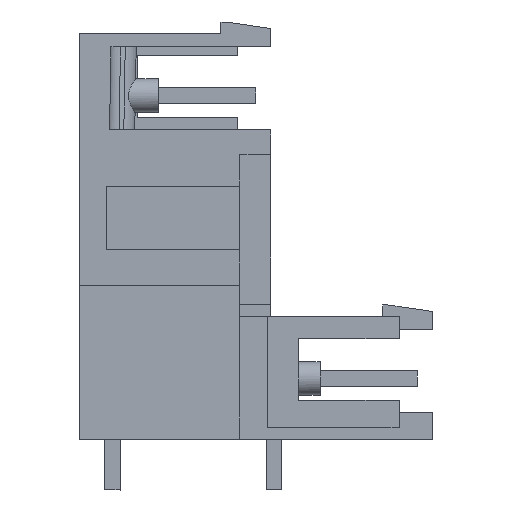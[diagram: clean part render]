
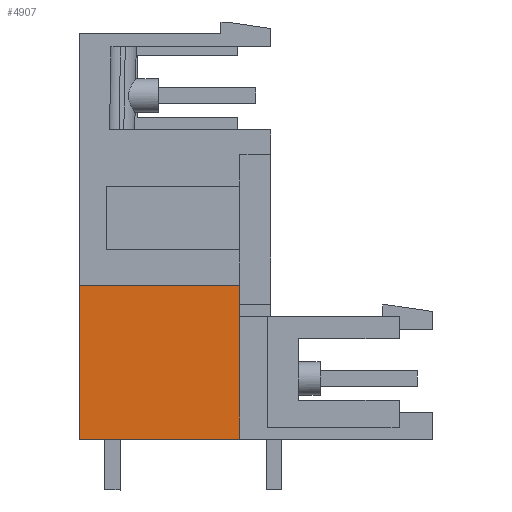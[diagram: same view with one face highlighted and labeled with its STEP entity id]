
A CAD part, left-side view. The second image highlights one B-rep face of the part: STEP entity #4907.
In plain terms, the highlighted planar face has unit normal (-1, 0, 0).
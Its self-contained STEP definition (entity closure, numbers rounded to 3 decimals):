
#4887=AXIS2_PLACEMENT_3D('Plane Axis2P3D',#4884,#4885,#4886) ;
#2180=CARTESIAN_POINT('Vertex',(1.54,12.1,3.2)) ;
#2183=CARTESIAN_POINT('Line Origine',(1.54,17.13,3.2)) ;
#2187=CARTESIAN_POINT('Vertex',(1.54,22.16,3.2)) ;
#4863=CARTESIAN_POINT('Line Origine',(1.54,22.16,8.025)) ;
#4867=CARTESIAN_POINT('Vertex',(1.54,22.16,12.85)) ;
#4884=CARTESIAN_POINT('Axis2P3D Location',(1.54,12.1,3.2)) ;
#4889=CARTESIAN_POINT('Line Origine',(1.54,12.1,8.025)) ;
#4893=CARTESIAN_POINT('Vertex',(1.54,12.1,12.85)) ;
#4896=CARTESIAN_POINT('Line Origine',(1.54,17.13,12.85)) ;
#2184=DIRECTION('Vector Direction',(0.,1.,0.)) ;
#4864=DIRECTION('Vector Direction',(0.,0.,1.)) ;
#4885=DIRECTION('Axis2P3D Direction',(-1.,0.,0.)) ;
#4886=DIRECTION('Axis2P3D XDirection',(0.,0.,1.)) ;
#4890=DIRECTION('Vector Direction',(0.,0.,1.)) ;
#4897=DIRECTION('Vector Direction',(0.,1.,0.)) ;
#2185=VECTOR('Line Direction',#2184,1.) ;
#4865=VECTOR('Line Direction',#4864,1.) ;
#4891=VECTOR('Line Direction',#4890,1.) ;
#4898=VECTOR('Line Direction',#4897,1.) ;
#4902=ORIENTED_EDGE('',*,*,#2189,.F.) ;
#4903=ORIENTED_EDGE('',*,*,#4895,.T.) ;
#4904=ORIENTED_EDGE('',*,*,#4900,.T.) ;
#4905=ORIENTED_EDGE('',*,*,#4869,.F.) ;
#4907=ADVANCED_FACE('HOUSING',(#4906),#4888,.T.) ;
#2189=EDGE_CURVE('',#2181,#2188,#2186,.T.) ;
#4869=EDGE_CURVE('',#2188,#4868,#4866,.T.) ;
#4895=EDGE_CURVE('',#2181,#4894,#4892,.T.) ;
#4900=EDGE_CURVE('',#4894,#4868,#4899,.T.) ;
#4901=EDGE_LOOP('',(#4902,#4903,#4904,#4905)) ;
#4906=FACE_OUTER_BOUND('',#4901,.T.) ;
#2186=LINE('Line',#2183,#2185) ;
#4866=LINE('Line',#4863,#4865) ;
#4892=LINE('Line',#4889,#4891) ;
#4899=LINE('Line',#4896,#4898) ;
#4888=PLANE('',#4887) ;
#2181=VERTEX_POINT('',#2180) ;
#2188=VERTEX_POINT('',#2187) ;
#4868=VERTEX_POINT('',#4867) ;
#4894=VERTEX_POINT('',#4893) ;
